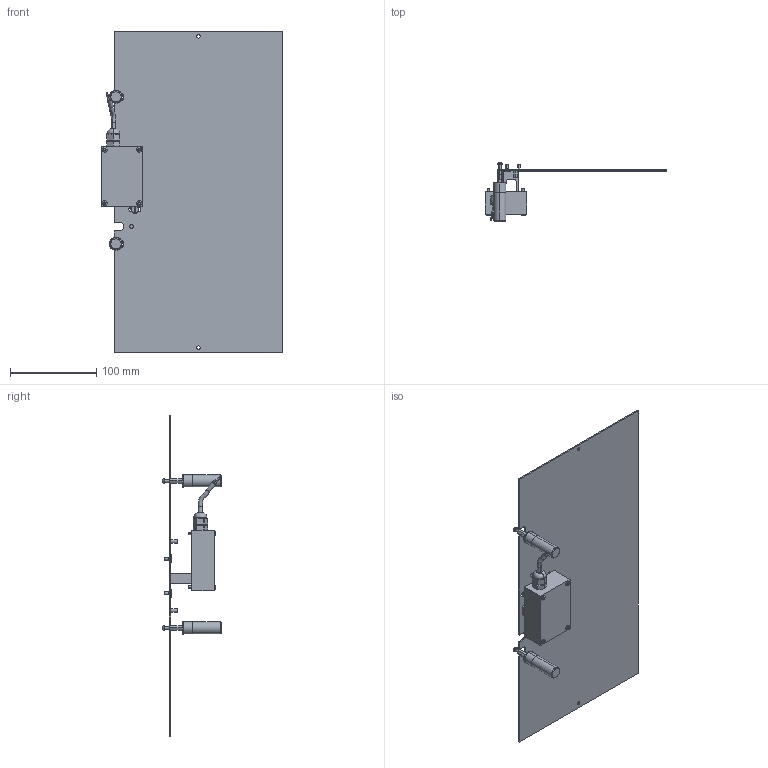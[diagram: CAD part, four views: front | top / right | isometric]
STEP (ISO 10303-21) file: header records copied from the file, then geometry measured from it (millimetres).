
FILE_DESCRIPTION (( 'STEP AP214' ), '1' );
FILE_NAME ('INGUN_115003.STEP', '2023-03-20T09:46:55', ( '' ), ( '' ), 'SwSTEP 2.0', 'SolidWorks 2021', '' );
FILE_SCHEMA (( 'AUTOMOTIVE_DESIGN' ));
Length unit declared in the file: millimetre
Products named in the file (14): INGUN_115003; SKB-II~skii_M3,0x40 St; 104132~1_S; 105685~1_KUNDE<S>; 102736~2; 114732~0; ISO7380~n_M03,0x030; ISO7380~n_M03,0x012; 110425~3_KUNDE<S>; 105682~1_S; DIN7991~n_M03,0x010 VA; 115004~0_S; 43644~0; K_116777~0_S
Assembly tree (22 placements, depth 3):
  INGUN_115003
    105685~1_KUNDE<S>
      110425~3_KUNDE<S>
      43644~0
      ISO7380~n_M03,0x030  x4
      K_116777~0_S
    105682~1_S
    115004~0_S
    DIN7991~n_M03,0x010 VA  x2
    104132~1_S  x2
    102736~2  x2
    114732~0  x2
    SKB-II~skii_M3,0x40 St  x2
    ISO7380~n_M03,0x012  x2
Bounding box: 210 x 67.45 x 372 mm (x, y, z)
Volume: 213192 mm3; surface area: 177501.9 mm2
Topology: 21 solids, 21 shells, 622 faces, 1527 edges, 979 vertices
Faces by surface type: cylinder 286, plane 202, cone 93, torus 22, bspline 19
Entity records: 14533 total; most frequent: CARTESIAN_POINT 4104, DIRECTION 2079, ORIENTED_EDGE 1972, EDGE_CURVE 986, AXIS2_PLACEMENT_3D 778, VERTEX_POINT 640, LINE 523, VECTOR 523
